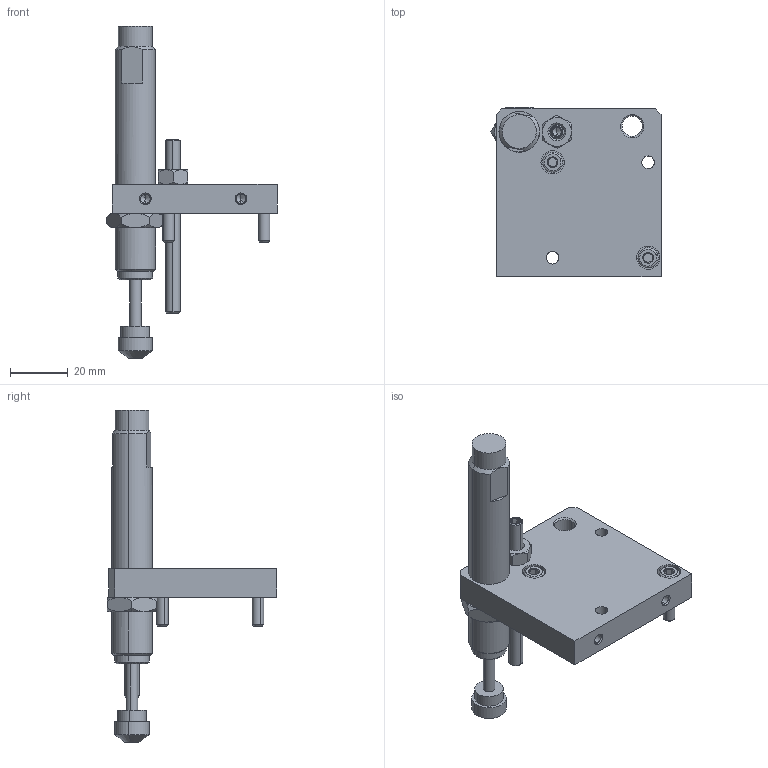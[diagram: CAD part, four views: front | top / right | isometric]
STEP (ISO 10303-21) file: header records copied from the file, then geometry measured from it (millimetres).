
FILE_DESCRIPTION(( 'AS-25.STEP' ), '1');
FILE_NAME( 'AS-25.STEP', '2021-05-17T09:48:09',( 'Sopra'),('sopra-pneumatic.com'), 'SwSTEP 2.0','SolidWorks 2009','' );
FILE_SCHEMA (( 'CONFIG_CONTROL_DESIGN' ));
Length unit declared in the file: millimetre
Products named in the file (7): M4 x 16; 1258-0001_Modell_AS 25 fest; SC 190 EUM_Sto�d�mpfer; Mutter M6 DIN934; 1258-0021 Modell_Platte AS 25 fest; Kontermutter M14x1,5; Gewindestift M6x60 DIN 913
Assembly tree (7 placements, depth 2):
  1258-0001_Modell_AS 25 fest
    1258-0021 Modell_Platte AS 25 fest
    M4 x 16  x2
    Kontermutter M14x1,5
    SC 190 EUM_Sto�d�mpfer
    Gewindestift M6x60 DIN 913
    Mutter M6 DIN934
Bounding box: 58.81 x 58.5 x 114.7 mm (x, y, z)
Volume: 46585.5 mm3; surface area: 17668.9 mm2
Topology: 7 solids, 8 shells, 240 faces, 531 edges, 316 vertices
Faces by surface type: cone 102, plane 74, cylinder 58, torus 4, bspline 2
Entity records: 7132 total; most frequent: CARTESIAN_POINT 1519, DIRECTION 1076, ORIENTED_EDGE 958, EDGE_CURVE 479, AXIS2_PLACEMENT_3D 442, VERTEX_POINT 288, EDGE_LOOP 251, ADVANCED_FACE 218
